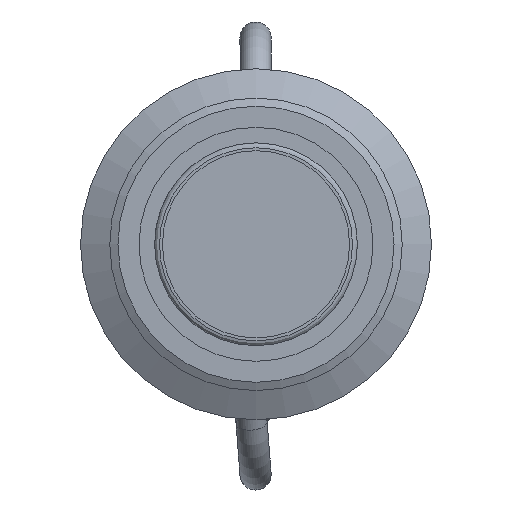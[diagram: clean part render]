
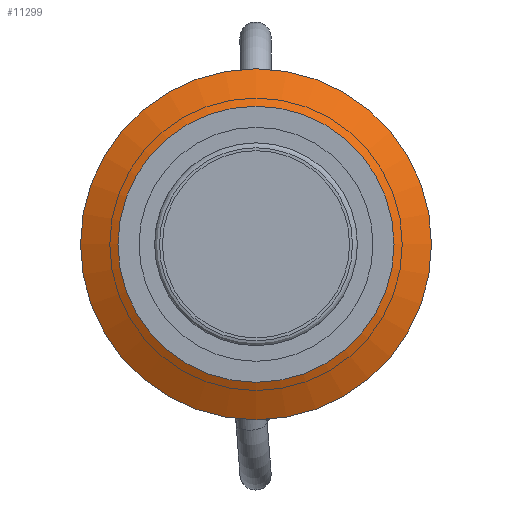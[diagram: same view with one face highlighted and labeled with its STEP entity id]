
A CAD part, left-side view. The second image highlights one B-rep face of the part: STEP entity #11299.
In plain terms, the highlighted conical face has half-angle 62.5 degrees and reference radius 8.04 mm.
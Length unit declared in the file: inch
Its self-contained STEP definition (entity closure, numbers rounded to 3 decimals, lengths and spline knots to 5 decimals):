
#34=CONICAL_SURFACE('',#12393,0.31652,1.091);
#1444=FACE_OUTER_BOUND('',#2134,.T.);
#2134=EDGE_LOOP('',(#10510,#10511,#10512,#10513,#10514));
#2590=CIRCLE('',#12385,0.35433);
#2591=CIRCLE('',#12386,0.35433);
#2594=CIRCLE('',#12391,0.2787);
#3536=LINE('',#20171,#4469);
#4469=VECTOR('',#15465,0.31652);
#5550=VERTEX_POINT('',#20155);
#5551=VERTEX_POINT('',#20156);
#5554=VERTEX_POINT('',#20166);
#7205=EDGE_CURVE('',#5550,#5551,#2590,.T.);
#7206=EDGE_CURVE('',#5551,#5550,#2591,.T.);
#7210=EDGE_CURVE('',#5554,#5554,#2594,.T.);
#7212=EDGE_CURVE('',#5554,#5551,#3536,.T.);
#10510=ORIENTED_EDGE('',*,*,#7210,.F.);
#10511=ORIENTED_EDGE('',*,*,#7212,.T.);
#10512=ORIENTED_EDGE('',*,*,#7205,.F.);
#10513=ORIENTED_EDGE('',*,*,#7206,.F.);
#10514=ORIENTED_EDGE('',*,*,#7212,.F.);
#11299=ADVANCED_FACE('',(#1444),#34,.T.);
#12385=AXIS2_PLACEMENT_3D('',#20157,#15446,#15447);
#12386=AXIS2_PLACEMENT_3D('',#20158,#15448,#15449);
#12391=AXIS2_PLACEMENT_3D('',#20167,#15459,#15460);
#12393=AXIS2_PLACEMENT_3D('',#20170,#15463,#15464);
#15446=DIRECTION('center_axis',(1.,0.,0.));
#15447=DIRECTION('ref_axis',(0.,0.,
1.));
#15448=DIRECTION('center_axis',(1.,0.,0.));
#15449=DIRECTION('ref_axis',(0.,0.,
1.));
#15459=DIRECTION('center_axis',(-1.,0.,0.));
#15460=DIRECTION('ref_axis',(0.,1.,0.));
#15463=DIRECTION('center_axis',(1.,0.,0.));
#15464=DIRECTION('ref_axis',(0.,1.,0.));
#15465=DIRECTION('',(0.462,-0.887,0.));
#20155=CARTESIAN_POINT('',(-0.01969,0.,-0.35433));
#20156=CARTESIAN_POINT('',(-0.01969,-0.35433,0.));
#20157=CARTESIAN_POINT('Origin',(-0.01969,0.,
0.));
#20158=CARTESIAN_POINT('Origin',(-0.01969,0.,
0.));
#20166=CARTESIAN_POINT('',(-0.05906,-0.2787,0.));
#20167=CARTESIAN_POINT('Origin',(-0.05906,0.,
0.));
#20170=CARTESIAN_POINT('Origin',(-0.03937,0.,
0.));
#20171=CARTESIAN_POINT('',(-0.03937,-0.31652,0.));
